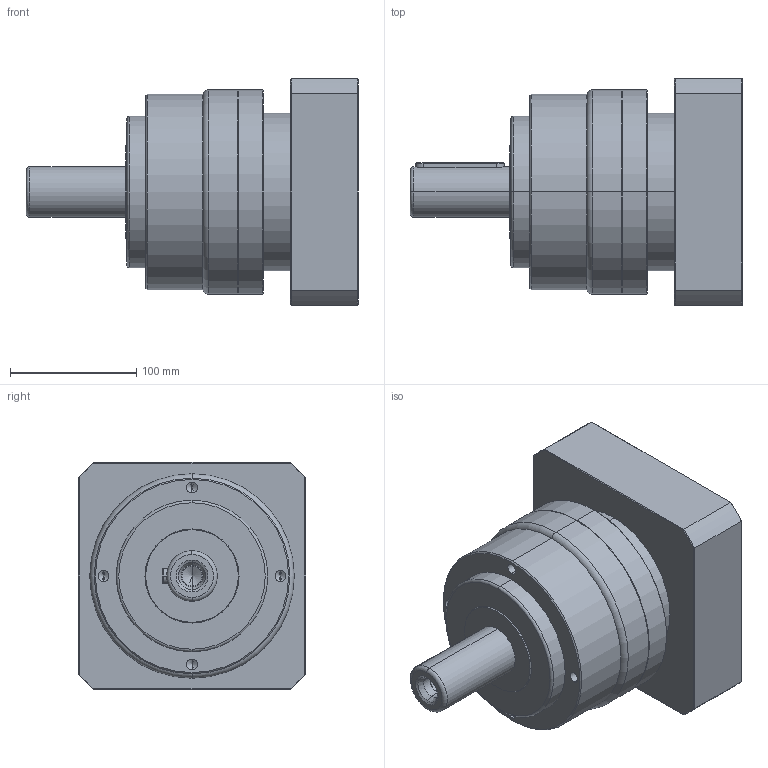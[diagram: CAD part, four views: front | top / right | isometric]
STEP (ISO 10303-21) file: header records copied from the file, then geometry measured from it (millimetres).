
FILE_DESCRIPTION (( 'STEP AP214' ), '1' );
FILE_NAME ('TE155-L1-35-114.3-200-M12-83.5-15.STEP', '2020-11-24T08:23:58', ( '' ), ( '' ), 'SwSTEP 2.0', 'SolidWorks 2017', '' );
FILE_SCHEMA (( 'AUTOMOTIVE_DESIGN' ));
Length unit declared in the file: millimetre
Products named in the file (1): TE155-L1-35-114.3-200-M12-83.5-15
Bounding box: 263 x 180 x 180 mm (x, y, z)
Volume: 3683058.6 mm3; surface area: 254124.3 mm2
Topology: 4 solids, 4 shells, 179 faces, 397 edges, 231 vertices
Faces by surface type: cylinder 68, cone 54, plane 45, torus 12
Entity records: 7097 total; most frequent: CARTESIAN_POINT 1090, DIRECTION 907, ORIENTED_EDGE 758, EDGE_CURVE 379, AXIS2_PLACEMENT_3D 370, VERTEX_POINT 231, EDGE_LOOP 206, CIRCLE 190
